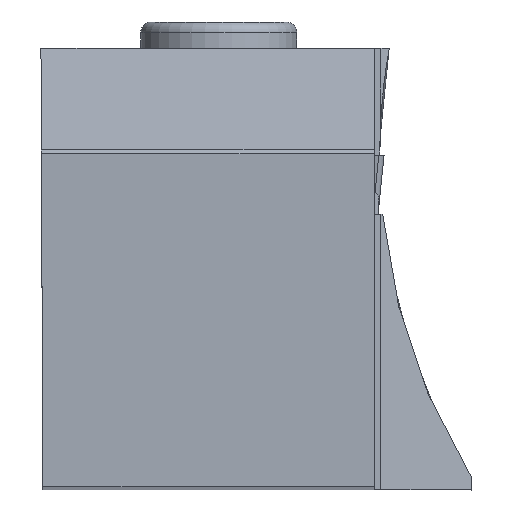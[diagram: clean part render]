
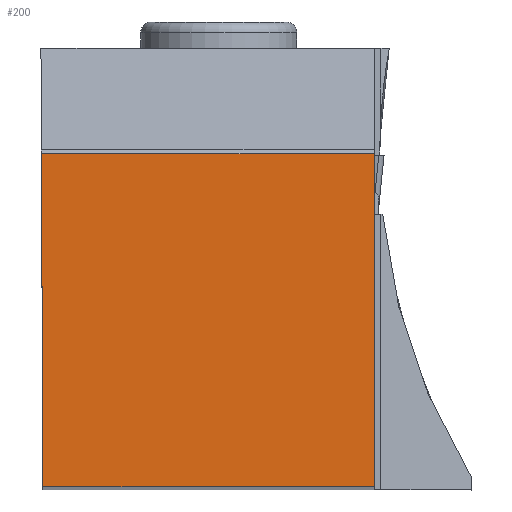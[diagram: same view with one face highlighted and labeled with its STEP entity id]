
A CAD part, top view. The second image highlights one B-rep face of the part: STEP entity #200.
In plain terms, the highlighted planar face has unit normal (0, 0, 1).
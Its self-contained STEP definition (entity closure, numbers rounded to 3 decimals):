
#200=ADVANCED_FACE('BLANK_BOXF006',(#317),#251,.F.);
#251=PLANE('',#1549);
#317=FACE_OUTER_BOUND('',#385,.T.);
#385=EDGE_LOOP('',(#721,#722,#723,#724));
#721=ORIENTED_EDGE('',*,*,#1058,.T.);
#722=ORIENTED_EDGE('',*,*,#1102,.T.);
#723=ORIENTED_EDGE('',*,*,#1098,.T.);
#724=ORIENTED_EDGE('',*,*,#1094,.T.);
#899=VERTEX_POINT('',#2367);
#900=VERTEX_POINT('',#2369);
#921=VERTEX_POINT('',#2510);
#923=VERTEX_POINT('',#2519);
#1058=EDGE_CURVE('',#900,#899,#1205,.T.);
#1094=EDGE_CURVE('',#921,#900,#1233,.T.);
#1098=EDGE_CURVE('',#923,#921,#1237,.T.);
#1102=EDGE_CURVE('',#899,#923,#1241,.T.);
#1205=LINE('',#2368,#1342);
#1233=LINE('',#2509,#1370);
#1237=LINE('',#2518,#1374);
#1241=LINE('',#2526,#1378);
#1342=VECTOR('',#1810,1.);
#1370=VECTOR('',#1862,1.);
#1374=VECTOR('',#1872,1.);
#1378=VECTOR('',#1878,1.);
#1549=AXIS2_PLACEMENT_3D('',#2527,#1879,#1880);
#1810=DIRECTION('',(0.,1.,0.));
#1862=DIRECTION('',(1.,0.,0.));
#1872=DIRECTION('',(0.004,-1.,0.));
#1878=DIRECTION('',(-1.,0.,0.));
#1879=DIRECTION('',(0.,0.,-1.));
#1880=DIRECTION('',(0.,-1.,0.));
#2367=CARTESIAN_POINT('',(25.273,25.273,0.));
#2368=CARTESIAN_POINT('',(25.273,-151.4,0.));
#2369=CARTESIAN_POINT('',(25.273,0.,0.));
#2509=CARTESIAN_POINT('',(-151.4,0.,0.));
#2510=CARTESIAN_POINT('',(0.11,0.,0.));
#2518=CARTESIAN_POINT('',(-0.55,151.399,0.));
#2519=CARTESIAN_POINT('',(0.,25.273,0.));
#2526=CARTESIAN_POINT('',(151.4,25.273,0.));
#2527=CARTESIAN_POINT('',(32.61,-5.,0.));
